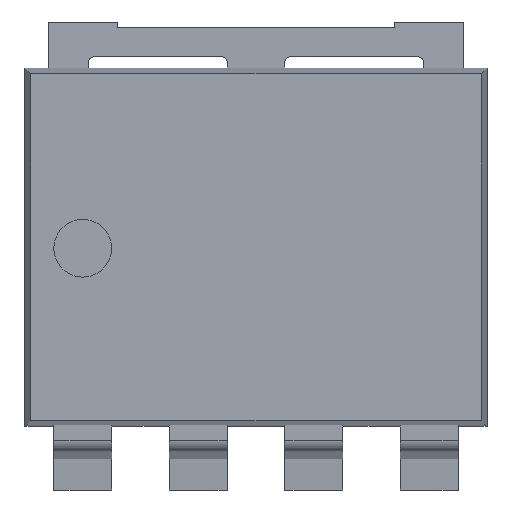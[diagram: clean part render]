
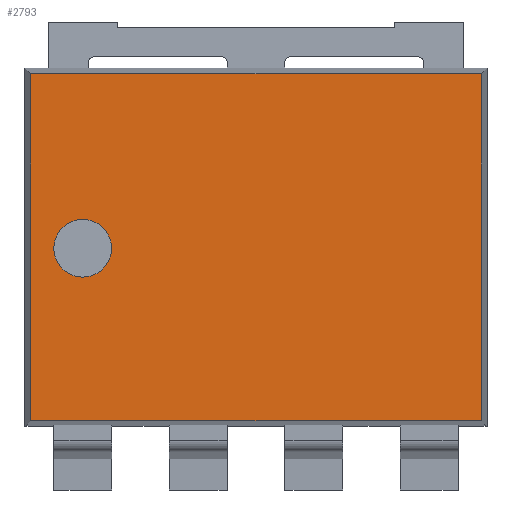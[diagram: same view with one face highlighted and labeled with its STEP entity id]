
A CAD part, top view. The second image highlights one B-rep face of the part: STEP entity #2793.
In plain terms, the highlighted planar face has unit normal (0, 0, 1).
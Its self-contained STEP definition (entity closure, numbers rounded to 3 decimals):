
#35 = EDGE_CURVE ( 'NONE', #1773, #2982, #2797, .T. ) ;
#52 = CARTESIAN_POINT ( 'NONE',  ( 3.902, 3.002, 1.6 ) ) ;
#134 = EDGE_CURVE ( 'NONE', #867, #1773, #1930, .T. ) ;
#253 = DIRECTION ( 'NONE',  ( -1., 0., 0. ) ) ;
#262 = VERTEX_POINT ( 'NONE', #2395 ) ;
#427 = FACE_OUTER_BOUND ( 'NONE', #2820, .T. ) ;
#526 = ORIENTED_EDGE ( 'NONE', *, *, #134, .T. ) ;
#594 = DIRECTION ( 'NONE',  ( 0., 0., -1. ) ) ;
#867 = VERTEX_POINT ( 'NONE', #1214 ) ;
#957 = ORIENTED_EDGE ( 'NONE', *, *, #35, .T. ) ;
#1180 = CARTESIAN_POINT ( 'NONE',  ( 0., 0., 1.6 ) ) ;
#1202 = PLANE ( 'NONE',  #1270 ) ;
#1214 = CARTESIAN_POINT ( 'NONE',  ( -3.902, -3.002, 1.6 ) ) ;
#1270 = AXIS2_PLACEMENT_3D ( 'NONE', #1180, #594, #2329 ) ;
#1275 = VECTOR ( 'NONE', #253, 1000. ) ;
#1322 = CIRCLE ( 'NONE', #2298, 0.5 ) ;
#1344 = CARTESIAN_POINT ( 'NONE',  ( -3., -0.018, 1.6 ) ) ;
#1364 = LINE ( 'NONE', #3209, #1275 ) ;
#1508 = DIRECTION ( 'NONE',  ( 1., 0., 0. ) ) ;
#1537 = VECTOR ( 'NONE', #2259, 1000. ) ;
#1587 = EDGE_CURVE ( 'NONE', #2706, #867, #2141, .T. ) ;
#1643 = DIRECTION ( 'NONE',  ( 1., 0., 0. ) ) ;
#1773 = VERTEX_POINT ( 'NONE', #3201 ) ;
#1786 = EDGE_CURVE ( 'NONE', #262, #3559, #3241, .T. ) ;
#1796 = CARTESIAN_POINT ( 'NONE',  ( -3., -0.018, 1.6 ) ) ;
#1930 = LINE ( 'NONE', #3228, #3684 ) ;
#1951 = AXIS2_PLACEMENT_3D ( 'NONE', #1344, #3447, #1643 ) ;
#2105 = ORIENTED_EDGE ( 'NONE', *, *, #1786, .F. ) ;
#2141 = LINE ( 'NONE', #2510, #2189 ) ;
#2173 = DIRECTION ( 'NONE',  ( 0., -1., 0. ) ) ;
#2189 = VECTOR ( 'NONE', #2173, 1000. ) ;
#2233 = CARTESIAN_POINT ( 'NONE',  ( 3.902, 0., 1.6 ) ) ;
#2259 = DIRECTION ( 'NONE',  ( 0., 1., 0. ) ) ;
#2282 = EDGE_LOOP ( 'NONE', ( #3039, #2105 ) ) ;
#2298 = AXIS2_PLACEMENT_3D ( 'NONE', #1796, #3339, #1508 ) ;
#2329 = DIRECTION ( 'NONE',  ( -1., 0., 0. ) ) ;
#2395 = CARTESIAN_POINT ( 'NONE',  ( -3.5, -0.018, 1.6 ) ) ;
#2490 = EDGE_CURVE ( 'NONE', #2982, #2706, #1364, .T. ) ;
#2510 = CARTESIAN_POINT ( 'NONE',  ( -3.902, 0., 1.6 ) ) ;
#2578 = CARTESIAN_POINT ( 'NONE',  ( -2.5, -0.018, 1.6 ) ) ;
#2579 = ORIENTED_EDGE ( 'NONE', *, *, #2490, .T. ) ;
#2706 = VERTEX_POINT ( 'NONE', #3242 ) ;
#2778 = FACE_BOUND ( 'NONE', #2282, .T. ) ;
#2793 = ADVANCED_FACE ( 'NONE', ( #2778, #427 ), #1202, .F. ) ;
#2797 = LINE ( 'NONE', #2233, #1537 ) ;
#2820 = EDGE_LOOP ( 'NONE', ( #526, #957, #2579, #3605 ) ) ;
#2982 = VERTEX_POINT ( 'NONE', #52 ) ;
#3039 = ORIENTED_EDGE ( 'NONE', *, *, #3721, .F. ) ;
#3201 = CARTESIAN_POINT ( 'NONE',  ( 3.902, -3.002, 1.6 ) ) ;
#3209 = CARTESIAN_POINT ( 'NONE',  ( 0., 3.002, 1.6 ) ) ;
#3228 = CARTESIAN_POINT ( 'NONE',  ( 0., -3.002, 1.6 ) ) ;
#3241 = CIRCLE ( 'NONE', #1951, 0.5 ) ;
#3242 = CARTESIAN_POINT ( 'NONE',  ( -3.902, 3.002, 1.6 ) ) ;
#3339 = DIRECTION ( 'NONE',  ( 0., 0., 1. ) ) ;
#3447 = DIRECTION ( 'NONE',  ( 0., 0., 1. ) ) ;
#3559 = VERTEX_POINT ( 'NONE', #2578 ) ;
#3605 = ORIENTED_EDGE ( 'NONE', *, *, #1587, .T. ) ;
#3684 = VECTOR ( 'NONE', #3807, 1000. ) ;
#3721 = EDGE_CURVE ( 'NONE', #3559, #262, #1322, .T. ) ;
#3807 = DIRECTION ( 'NONE',  ( 1., 0., 0. ) ) ;
